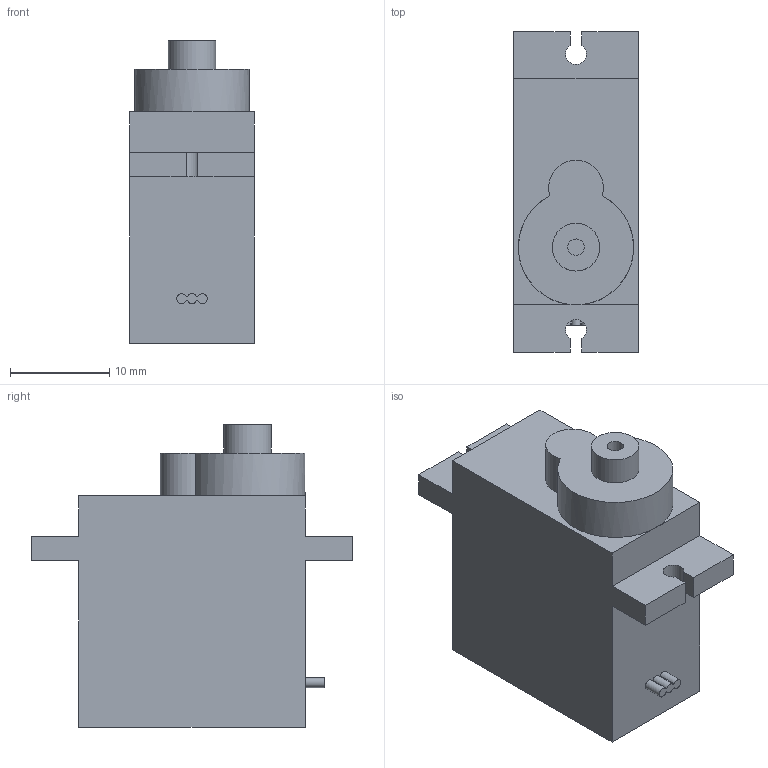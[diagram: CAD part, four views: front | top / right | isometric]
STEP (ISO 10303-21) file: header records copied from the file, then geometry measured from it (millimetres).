
FILE_DESCRIPTION(/* description */ (''),/* implementation_level */ '2;1');
FILE_NAME(/* name */ 'SG90 servo.stp',/* time_stamp */ '2024-01-27T13:45:29+03:00',/* author */ ('79651'),/* organization */ (''),/* preprocessor_version */ 'ST-DEVELOPER v18.1',/* originating_system */ 'Autodesk Inventor 2022',/* authorisation */ '');
FILE_SCHEMA (('AUTOMOTIVE_DESIGN { 1 0 10303 214 3 1 1 }'));
Length unit declared in the file: millimetre
Products named in the file (1): SG90 servo
Bounding box: 12.5 x 32.25 x 30.45 mm (x, y, z)
Volume: 7454.5 mm3; surface area: 2769.7 mm2
Topology: 1 solids, 1 shells, 38 faces, 98 edges, 65 vertices
Faces by surface type: plane 28, cylinder 10
Full cylindrical faces by diameter (mm): 1.65 x1, 4.8 x1
Entity records: 1216 total; most frequent: CARTESIAN_POINT 203, DIRECTION 197, ORIENTED_EDGE 196, EDGE_CURVE 98, LINE 77, VECTOR 77, VERTEX_POINT 65, AXIS2_PLACEMENT_3D 60
